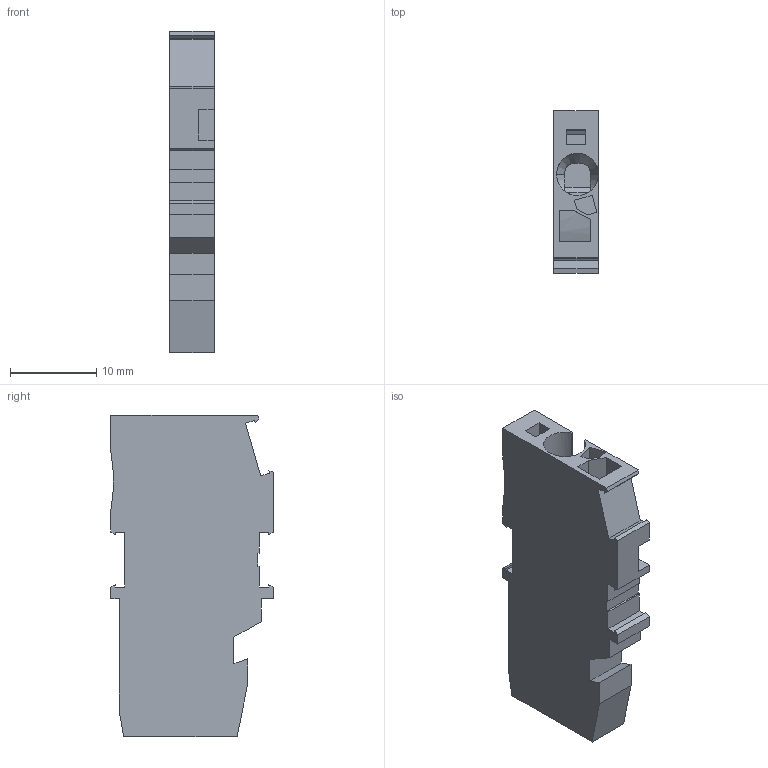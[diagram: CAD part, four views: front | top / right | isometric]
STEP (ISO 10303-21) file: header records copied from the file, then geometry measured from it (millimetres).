
FILE_DESCRIPTION(('Creo Elements/Direct Modeling STEP Export'),'2;1');
FILE_NAME('model.stp','2017-12-04T11:46:56',(''),(''),'Creo Elements/Direct Modeling STEP processor for AP214 (Solid Model)','Creo Elements/Direct Modeling 18.1I 14-Aug-2016 (C) Parametric Technology GmbH','');
FILE_SCHEMA(('AUTOMOTIVE_DESIGN { 1 0 10303 214 1 1 1 1 }'));
Length unit declared in the file: millimetre
Products named in the file (2): SC_2.5_1-L_GNYE-select
Assembly tree (1 placements, depth 2):
  SC_2.5_1-L_GNYE-select
    SC_2.5_1-L_GNYE-select
Bounding box: 5.15 x 18.8 x 37.15 mm (x, y, z)
Volume: 2081.4 mm3; surface area: 2503.7 mm2
Topology: 1 solids, 1 shells, 116 faces, 327 edges, 216 vertices
Faces by surface type: plane 105, cylinder 8, cone 3
Entity records: 5187 total; most frequent: CARTESIAN_POINT 1205, ORIENTED_EDGE 654, DIRECTION 570, EDGE_CURVE 327, VECTOR 298, LINE 298, VERTEX_POINT 216, AXIS2_PLACEMENT_3D 136
